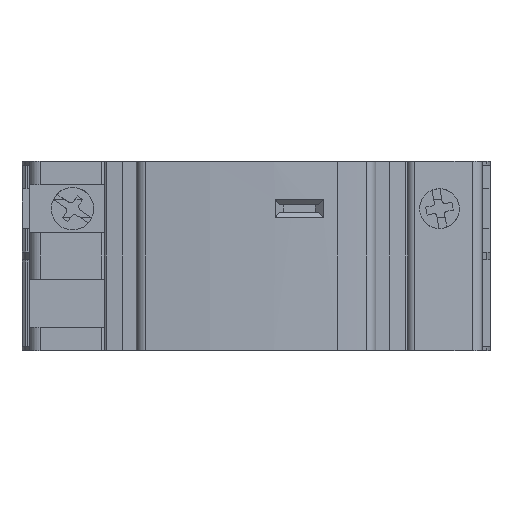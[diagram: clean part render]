
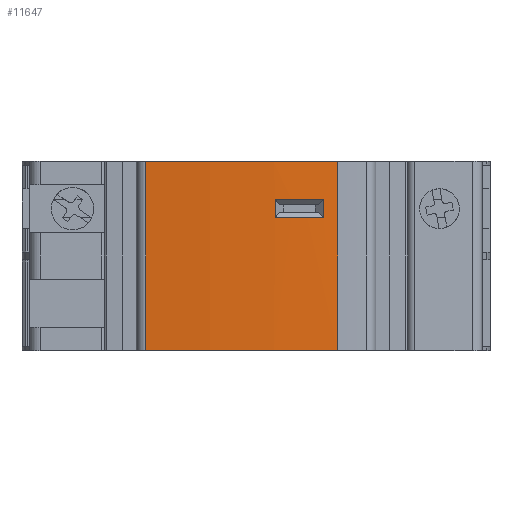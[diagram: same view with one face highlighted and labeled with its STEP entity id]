
A CAD part, left-side view. The second image highlights one B-rep face of the part: STEP entity #11647.
In plain terms, the highlighted cylindrical face has radius 200 mm (diameter 400 mm), a partial arc.
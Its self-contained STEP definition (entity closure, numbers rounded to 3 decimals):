
#2172=CARTESIAN_POINT('',(130.6,0.,-8.8));
#2173=DIRECTION('',(0.,0.,-1.));
#2174=DIRECTION('',(-0.997,-0.077,0.));
#2175=AXIS2_PLACEMENT_3D('',#2172,#2173,#2174);
#3783=CARTESIAN_POINT('',(130.6,0.,26.6));
#3784=DIRECTION('',(0.,0.,1.));
#3785=DIRECTION('',(-0.995,0.104,0.));
#3786=AXIS2_PLACEMENT_3D('',#3783,#3784,#3785);
#4329=DIRECTION('',(0.,0.,-1.));
#4330=VECTOR('',#4329,35.4);
#4331=CARTESIAN_POINT('',(-68.81,-15.348,26.6));
#4332=LINE('',#4331,#4330);
#4333=CARTESIAN_POINT('',(130.6,0.,19.55));
#4334=DIRECTION('',(0.,0.,1.));
#4335=DIRECTION('',(-1.,-0.018,0.));
#4336=AXIS2_PLACEMENT_3D('',#4333,#4334,#4335);
#4338=DIRECTION('',(0.,0.,1.));
#4339=VECTOR('',#4338,3.5);
#4340=CARTESIAN_POINT('',(-69.367,-3.637,16.05));
#4341=LINE('',#4340,#4339);
#4342=CARTESIAN_POINT('',(130.6,0.,16.05));
#4343=DIRECTION('',(0.,0.,-1.));
#4344=DIRECTION('',(-0.998,-0.063,0.));
#4345=AXIS2_PLACEMENT_3D('',#4342,#4343,#4344);
#4347=DIRECTION('',(0.,0.,-1.));
#4348=VECTOR('',#4347,3.5);
#4349=CARTESIAN_POINT('',(-68.998,-12.673,19.55));
#4350=LINE('',#4349,#4348);
#4351=DIRECTION('',(0.,0.,-1.));
#4352=VECTOR('',#4351,35.4);
#4353=CARTESIAN_POINT('',(-68.325,20.707,26.6));
#4354=LINE('',#4353,#4352);
#4998=CARTESIAN_POINT('',(-68.325,20.707,26.6));
#5000=VERTEX_POINT('',#4998);
#5001=CARTESIAN_POINT('',(-68.81,-15.348,26.6));
#5002=VERTEX_POINT('',#5001);
#5925=CARTESIAN_POINT('',(-68.81,-15.348,-8.8));
#5926=VERTEX_POINT('',#5925);
#5927=CARTESIAN_POINT('',(-68.325,20.707,-8.8));
#5928=VERTEX_POINT('',#5927);
#6227=CARTESIAN_POINT('',(-69.367,-3.637,19.55));
#6228=CARTESIAN_POINT('',(-68.998,-12.673,19.55));
#6229=VERTEX_POINT('',#6227);
#6230=VERTEX_POINT('',#6228);
#6231=CARTESIAN_POINT('',(-68.998,-12.673,16.05));
#6232=CARTESIAN_POINT('',(-69.367,-3.637,16.05));
#6233=VERTEX_POINT('',#6231);
#6234=VERTEX_POINT('',#6232);
#11625=CARTESIAN_POINT('',(130.6,0.,9.));
#11626=DIRECTION('',(0.,0.,1.));
#11627=DIRECTION('',(1.,0.,0.));
#11628=AXIS2_PLACEMENT_3D('',#11625,#11626,#11627);
#11629=CYLINDRICAL_SURFACE('',#11628,200.);
#11630=ORIENTED_EDGE('',*,*,#11619,.T.);
#11631=ORIENTED_EDGE('',*,*,#8745,.T.);
#11633=ORIENTED_EDGE('',*,*,#11632,.F.);
#11634=ORIENTED_EDGE('',*,*,#10719,.T.);
#11635=EDGE_LOOP('',(#11630,#11631,#11633,#11634));
#11636=FACE_OUTER_BOUND('',#11635,.F.);
#11638=ORIENTED_EDGE('',*,*,#11637,.F.);
#11640=ORIENTED_EDGE('',*,*,#11639,.F.);
#11642=ORIENTED_EDGE('',*,*,#11641,.F.);
#11644=ORIENTED_EDGE('',*,*,#11643,.F.);
#11645=EDGE_LOOP('',(#11638,#11640,#11642,#11644));
#11646=FACE_BOUND('',#11645,.F.);
#11647=ADVANCED_FACE('',(#11636,#11646),#11629,.T.);
#2176=CIRCLE('',#2175,200.);
#3787=CIRCLE('',#3786,200.);
#4337=CIRCLE('',#4336,200.);
#4346=CIRCLE('',#4345,200.);
#8745=EDGE_CURVE('',#5926,#5928,#2176,.T.);
#10719=EDGE_CURVE('',#5000,#5002,#3787,.T.);
#11619=EDGE_CURVE('',#5002,#5926,#4332,.T.);
#11632=EDGE_CURVE('',#5000,#5928,#4354,.T.);
#11637=EDGE_CURVE('',#6229,#6230,#4337,.T.);
#11639=EDGE_CURVE('',#6234,#6229,#4341,.T.);
#11641=EDGE_CURVE('',#6233,#6234,#4346,.T.);
#11643=EDGE_CURVE('',#6230,#6233,#4350,.T.);
